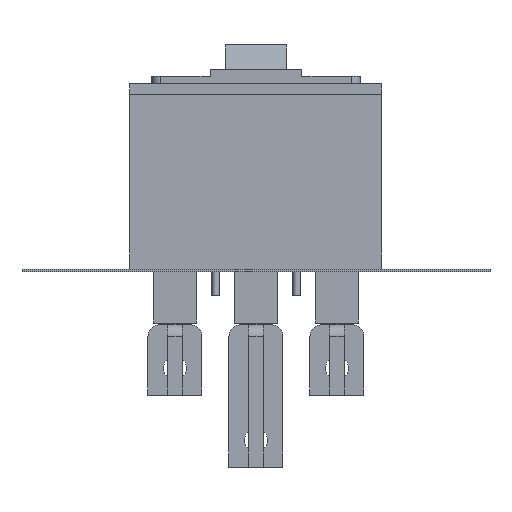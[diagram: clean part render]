
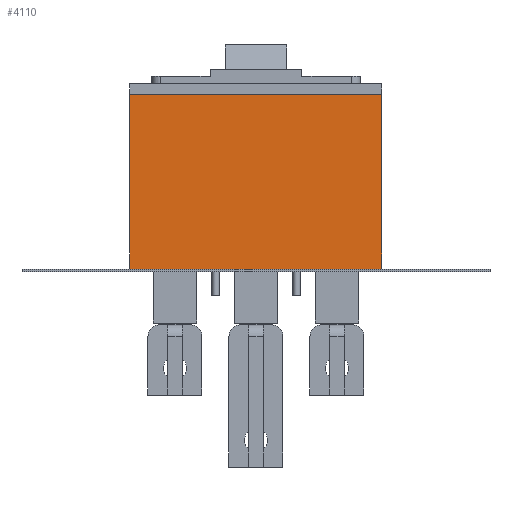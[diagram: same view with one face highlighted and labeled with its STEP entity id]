
A CAD part, front view. The second image highlights one B-rep face of the part: STEP entity #4110.
In plain terms, the highlighted planar face has unit normal (0, -1, 0).
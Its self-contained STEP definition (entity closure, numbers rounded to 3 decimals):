
#2050=CARTESIAN_POINT('',(-70.,-130.,-144.378));
#2060=VERTEX_POINT('',#2050);
#2090=CARTESIAN_POINT('',(-70.,-130.,0.));
#2100=DIRECTION('',(0.,0.,-1.));
#2110=VECTOR('',#2100,1.);
#2120=LINE('',#2090,#2110);
#2130=CARTESIAN_POINT('',(-70.,-130.,-241.378));
#2140=VERTEX_POINT('',#2130);
#2150=EDGE_CURVE('',#2060,#2140,#2120,.T.);
#2980=CARTESIAN_POINT('',(70.,-130.,-144.378));
#2990=VERTEX_POINT('',#2980);
#3020=CARTESIAN_POINT('',(0.,-130.,-144.378));
#3030=DIRECTION('',(-1.,0.,0.));
#3040=VECTOR('',#3030,1.);
#3050=LINE('',#3020,#3040);
#3060=EDGE_CURVE('',#2990,#2060,#3050,.T.);
#3880=CARTESIAN_POINT('',(115.,-130.,-241.378));
#3890=DIRECTION('',(0.,1.,0.));
#3900=DIRECTION('',(0.,0.,-1.));
#3910=AXIS2_PLACEMENT_3D('',#3880,#3890,#3900);
#3920=PLANE('',#3910);
#3930=CARTESIAN_POINT('',(70.,-130.,0.));
#3940=DIRECTION('',(0.,0.,1.));
#3950=VECTOR('',#3940,1.);
#3960=LINE('',#3930,#3950);
#3970=CARTESIAN_POINT('',(70.,-130.,-241.378));
#3980=VERTEX_POINT('',#3970);
#3990=EDGE_CURVE('',#3980,#2990,#3960,.T.);
#4000=ORIENTED_EDGE('',*,*,#3990,.T.);
#4010=CARTESIAN_POINT('',(0.,-130.,-241.378));
#4020=DIRECTION('',(-1.,0.,0.));
#4030=VECTOR('',#4020,1.);
#4040=LINE('',#4010,#4030);
#4050=EDGE_CURVE('',#3980,#2140,#4040,.T.);
#4060=ORIENTED_EDGE('',*,*,#4050,.F.);
#4070=ORIENTED_EDGE('',*,*,#2150,.T.);
#4080=ORIENTED_EDGE('',*,*,#3060,.T.);
#4090=EDGE_LOOP('',(#4080,#4070,#4060,#4000));
#4100=FACE_OUTER_BOUND('',#4090,.T.);
#4110=ADVANCED_FACE('',(#4100),#3920,.F.);
